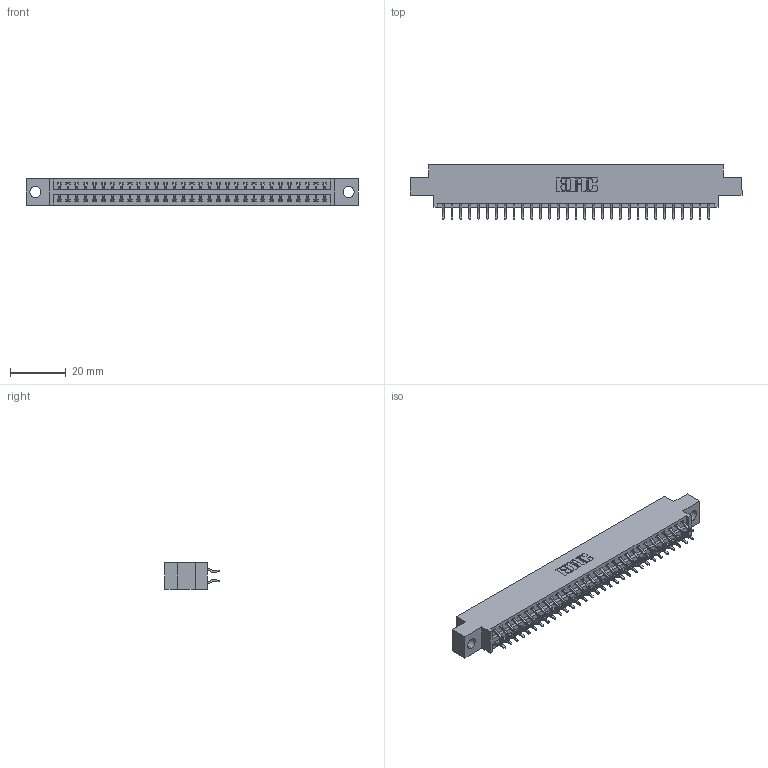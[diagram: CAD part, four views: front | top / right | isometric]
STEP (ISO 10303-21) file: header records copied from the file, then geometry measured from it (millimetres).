
FILE_DESCRIPTION (( 'STEP AP203' ), '1' );
FILE_NAME ('396-062-556-804.STEP', '2019-11-02T09:29:29', ( '' ), ( '' ), 'SwSTEP 2.0', 'SolidWorks 2016', '' );
FILE_SCHEMA (( 'CONFIG_CONTROL_DESIGN' ));
Length unit declared in the file: inch
Products named in the file (3): 345-292-001_556 Tail; 396-062-556-804; 346 Part_0.170 Offset - 0.156 Dia-TH
Assembly tree (63 placements, depth 2):
  396-062-556-804
    346 Part_0.170 Offset - 0.156 Dia-TH
    345-292-001_556 Tail  x62
Bounding box: 119 x 19.57 x 9.4 mm (x, y, z)
Volume: 11273.5 mm3; surface area: 15258.7 mm2
Topology: 63 solids, 63 shells, 3722 faces, 11067 edges, 7294 vertices
Faces by surface type: plane 2498, cylinder 1224
Entity records: 22067 total; most frequent: CARTESIAN_POINT 3668, ORIENTED_EDGE 3590, DIRECTION 3271, EDGE_CURVE 1795, LINE 1531, VECTOR 1531, VERTEX_POINT 1194, AXIS2_PLACEMENT_3D 870
